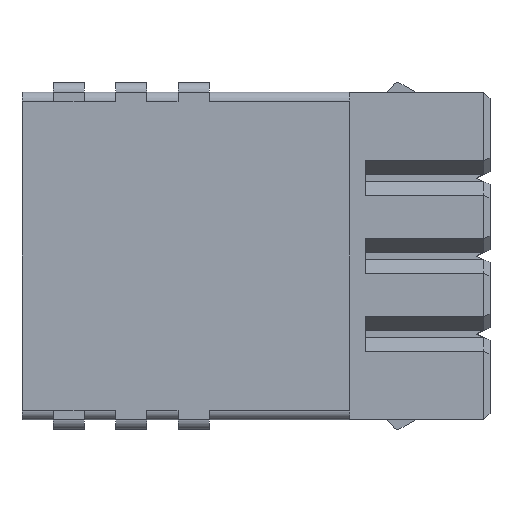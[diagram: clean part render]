
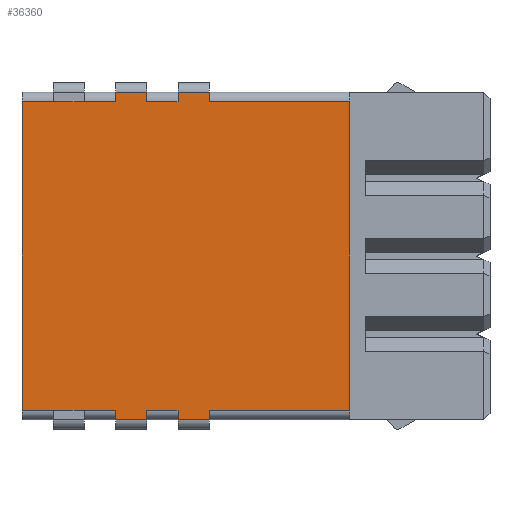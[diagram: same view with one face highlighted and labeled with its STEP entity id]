
A CAD part, front view. The second image highlights one B-rep face of the part: STEP entity #36360.
In plain terms, the highlighted planar face has unit normal (0, -1, 0).
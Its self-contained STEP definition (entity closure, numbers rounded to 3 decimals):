
#1000=CARTESIAN_POINT('',(-10.539,-17.222,8.05));
#1010=VERTEX_POINT('',#1000);
#1040=CARTESIAN_POINT('',(-10.539,-17.222,0.));
#1050=DIRECTION('',(0.,0.,1.));
#1060=VECTOR('',#1050,1.);
#1070=LINE('',#1040,#1060);
#1080=CARTESIAN_POINT('',(-10.539,-17.222,7.75));
#1090=VERTEX_POINT('',#1080);
#1100=EDGE_CURVE('',#1090,#1010,#1070,.T.);
#2700=CARTESIAN_POINT('',(-12.539,-17.222,7.75));
#2710=VERTEX_POINT('',#2700);
#4040=CARTESIAN_POINT('',(-11.539,-17.222,7.75));
#4050=VERTEX_POINT('',#4040);
#5230=CARTESIAN_POINT('',(0.,-17.222,7.75));
#5240=DIRECTION('',(-1.,0.,0.));
#5250=VECTOR('',#5240,1.);
#5260=LINE('',#5230,#5250);
#5270=CARTESIAN_POINT('',(-13.539,-17.222,7.75));
#5280=VERTEX_POINT('',#5270);
#5290=EDGE_CURVE('',#2710,#5280,#5260,.T.);
#5880=CARTESIAN_POINT('',(0.,-17.222,7.75));
#5890=DIRECTION('',(1.,0.,0.));
#5900=VECTOR('',#5890,1.);
#5910=LINE('',#5880,#5900);
#5920=EDGE_CURVE('',#2710,#4050,#5910,.T.);
#6330=EDGE_CURVE('',#4050,#1090,#5910,.T.);
#7550=CARTESIAN_POINT('',(-9.539,-17.222,8.05));
#7560=VERTEX_POINT('',#7550);
#7590=CARTESIAN_POINT('',(0.,-17.222,8.05));
#7600=DIRECTION('',(-1.,0.,0.));
#7610=VECTOR('',#7600,1.);
#7620=LINE('',#7590,#7610);
#7630=EDGE_CURVE('',#7560,#1010,#7620,.T.);
#8430=CARTESIAN_POINT('',(-8.539,-17.222,8.05));
#8440=VERTEX_POINT('',#8430);
#8470=CARTESIAN_POINT('',(-8.539,-17.222,0.));
#8480=DIRECTION('',(0.,0.,1.));
#8490=VECTOR('',#8480,1.);
#8500=LINE('',#8470,#8490);
#8510=CARTESIAN_POINT('',(-8.539,-17.222,7.75));
#8520=VERTEX_POINT('',#8510);
#8530=EDGE_CURVE('',#8520,#8440,#8500,.T.);
#11070=CARTESIAN_POINT('',(-7.539,-17.222,7.75));
#11080=VERTEX_POINT('',#11070);
#11110=CARTESIAN_POINT('',(-7.539,-17.222,0.));
#11120=DIRECTION('',(0.,0.,-1.));
#11130=VECTOR('',#11120,1.);
#11140=LINE('',#11110,#11130);
#11150=CARTESIAN_POINT('',(-7.539,-17.222,8.05));
#11160=VERTEX_POINT('',#11150);
#11170=EDGE_CURVE('',#11160,#11080,#11140,.T.);
#11520=CARTESIAN_POINT('',(0.,-17.222,8.05));
#11530=DIRECTION('',(-1.,0.,0.));
#11540=VECTOR('',#11530,1.);
#11550=LINE('',#11520,#11540);
#11560=EDGE_CURVE('',#11160,#8440,#11550,.T.);
#15070=CARTESIAN_POINT('',(-9.539,-17.222,7.75));
#15080=VERTEX_POINT('',#15070);
#15110=CARTESIAN_POINT('',(-9.539,-17.222,0.));
#15120=DIRECTION('',(0.,0.,-1.));
#15130=VECTOR('',#15120,1.);
#15140=LINE('',#15110,#15130);
#15150=EDGE_CURVE('',#7560,#15080,#15140,.T.);
#15380=CARTESIAN_POINT('',(0.,-17.222,7.75));
#15390=DIRECTION('',(1.,0.,0.));
#15400=VECTOR('',#15390,1.);
#15410=LINE('',#15380,#15400);
#15420=EDGE_CURVE('',#15080,#8520,#15410,.T.);
#25050=CARTESIAN_POINT('',(-13.539,-17.222,-2.15));
#25060=VERTEX_POINT('',#25050);
#25450=CARTESIAN_POINT('',(-13.539,-17.222,0.));
#25460=DIRECTION('',(0.,0.,1.));
#25470=VECTOR('',#25460,1.);
#25480=LINE('',#25450,#25470);
#25490=EDGE_CURVE('',#25060,#5280,#25480,.T.);
#28350=CARTESIAN_POINT('',(-3.039,-17.222,-2.15));
#28360=VERTEX_POINT('',#28350);
#28390=CARTESIAN_POINT('',(-3.039,-17.222,3.834));
#28400=DIRECTION('',(0.,0.,1.));
#28410=VECTOR('',#28400,1.);
#28420=LINE('',#28390,#28410);
#28430=CARTESIAN_POINT('',(-3.039,-17.222,7.75));
#28440=VERTEX_POINT('',#28430);
#28450=EDGE_CURVE('',#28360,#28440,#28420,.T.);
#32410=CARTESIAN_POINT('',(-3.539,-17.222,7.75));
#32420=DIRECTION('',(1.,0.,0.));
#32430=VECTOR('',#32420,1.);
#32440=LINE('',#32410,#32430);
#32450=EDGE_CURVE('',#11080,#28440,#32440,.T.);
#35380=CARTESIAN_POINT('',(-8.201,-17.222,5.496
));
#35390=DIRECTION('',(0.,-1.,0.));
#35400=DIRECTION('',(1.,0.,0.));
#35410=AXIS2_PLACEMENT_3D('',#35380,#35390,#35400);
#35420=PLANE('',#35410);
#35430=ORIENTED_EDGE('',*,*,#28450,.T.);
#35440=CARTESIAN_POINT('',(-3.539,-17.222,-2.15));
#35450=DIRECTION('',(1.,0.,0.));
#35460=VECTOR('',#35450,1.);
#35470=LINE('',#35440,#35460);
#35480=CARTESIAN_POINT('',(-7.539,-17.222,-2.15));
#35490=VERTEX_POINT('',#35480);
#35500=EDGE_CURVE('',#35490,#28360,#35470,.T.);
#35510=ORIENTED_EDGE('',*,*,#35500,.T.);
#35520=CARTESIAN_POINT('',(-7.539,-17.222,-2.5));
#35530=DIRECTION('',(0.,0.,-1.));
#35540=VECTOR('',#35530,1.);
#35550=LINE('',#35520,#35540);
#35560=CARTESIAN_POINT('',(-7.539,-17.222,-2.45));
#35570=VERTEX_POINT('',#35560);
#35580=EDGE_CURVE('',#35490,#35570,#35550,.T.);
#35590=ORIENTED_EDGE('',*,*,#35580,.F.);
#35600=CARTESIAN_POINT('',(0.,-17.222,-2.45));
#35610=DIRECTION('',(1.,0.,0.));
#35620=VECTOR('',#35610,1.);
#35630=LINE('',#35600,#35620);
#35640=CARTESIAN_POINT('',(-8.539,-17.222,-2.45));
#35650=VERTEX_POINT('',#35640);
#35660=EDGE_CURVE('',#35650,#35570,#35630,.T.);
#35670=ORIENTED_EDGE('',*,*,#35660,.T.);
#35680=CARTESIAN_POINT('',(-8.539,-17.222,-2.5));
#35690=DIRECTION('',(0.,0.,1.));
#35700=VECTOR('',#35690,1.);
#35710=LINE('',#35680,#35700);
#35720=CARTESIAN_POINT('',(-8.539,-17.222,-2.15));
#35730=VERTEX_POINT('',#35720);
#35740=EDGE_CURVE('',#35650,#35730,#35710,.T.);
#35750=ORIENTED_EDGE('',*,*,#35740,.F.);
#35760=CARTESIAN_POINT('',(0.,-17.222,-2.15));
#35770=DIRECTION('',(1.,0.,0.));
#35780=VECTOR('',#35770,1.);
#35790=LINE('',#35760,#35780);
#35800=CARTESIAN_POINT('',(-9.539,-17.222,-2.15));
#35810=VERTEX_POINT('',#35800);
#35820=EDGE_CURVE('',#35810,#35730,#35790,.T.);
#35830=ORIENTED_EDGE('',*,*,#35820,.T.);
#35840=CARTESIAN_POINT('',(-9.539,-17.222,-2.5));
#35850=DIRECTION('',(0.,0.,-1.));
#35860=VECTOR('',#35850,1.);
#35870=LINE('',#35840,#35860);
#35880=CARTESIAN_POINT('',(-9.539,-17.222,-2.45));
#35890=VERTEX_POINT('',#35880);
#35900=EDGE_CURVE('',#35810,#35890,#35870,.T.);
#35910=ORIENTED_EDGE('',*,*,#35900,.F.);
#35920=CARTESIAN_POINT('',(0.,-17.222,-2.45));
#35930=DIRECTION('',(1.,0.,0.));
#35940=VECTOR('',#35930,1.);
#35950=LINE('',#35920,#35940);
#35960=CARTESIAN_POINT('',(-10.539,-17.222,-2.45));
#35970=VERTEX_POINT('',#35960);
#35980=EDGE_CURVE('',#35970,#35890,#35950,.T.);
#35990=ORIENTED_EDGE('',*,*,#35980,.T.);
#36000=CARTESIAN_POINT('',(-10.539,-17.222,-2.5));
#36010=DIRECTION('',(0.,0.,1.));
#36020=VECTOR('',#36010,1.);
#36030=LINE('',#36000,#36020);
#36040=CARTESIAN_POINT('',(-10.539,-17.222,-2.15));
#36050=VERTEX_POINT('',#36040);
#36060=EDGE_CURVE('',#35970,#36050,#36030,.T.);
#36070=ORIENTED_EDGE('',*,*,#36060,.F.);
#36080=CARTESIAN_POINT('',(-11.539,-17.222,-2.15));
#36090=VERTEX_POINT('',#36080);
#36100=EDGE_CURVE('',#36090,#36050,#35790,.T.);
#36110=ORIENTED_EDGE('',*,*,#36100,.T.);
#36120=CARTESIAN_POINT('',(-12.539,-17.222,-2.15));
#36130=VERTEX_POINT('',#36120);
#36140=EDGE_CURVE('',#36130,#36090,#35790,.T.);
#36150=ORIENTED_EDGE('',*,*,#36140,.T.);
#36160=CARTESIAN_POINT('',(0.,-17.222,-2.15));
#36170=DIRECTION('',(1.,0.,0.));
#36180=VECTOR('',#36170,1.);
#36190=LINE('',#36160,#36180);
#36200=EDGE_CURVE('',#25060,#36130,#36190,.T.);
#36210=ORIENTED_EDGE('',*,*,#36200,.T.);
#36220=ORIENTED_EDGE('',*,*,#25490,.F.);
#36230=ORIENTED_EDGE('',*,*,#5290,.T.);
#36240=ORIENTED_EDGE('',*,*,#5920,.F.);
#36250=ORIENTED_EDGE('',*,*,#6330,.F.);
#36260=ORIENTED_EDGE('',*,*,#1100,.F.);
#36270=ORIENTED_EDGE('',*,*,#7630,.T.);
#36280=ORIENTED_EDGE('',*,*,#15150,.F.);
#36290=ORIENTED_EDGE('',*,*,#15420,.F.);
#36300=ORIENTED_EDGE('',*,*,#8530,.F.);
#36310=ORIENTED_EDGE('',*,*,#11560,.T.);
#36320=ORIENTED_EDGE('',*,*,#11170,.F.);
#36330=ORIENTED_EDGE('',*,*,#32450,.F.);
#36340=EDGE_LOOP('',(#36330,#36320,#36310,#36300,#36290,#36280,#36270,
#36260,#36250,#36240,#36230,#36220,#36210,#36150,#36110,#36070,#35990,
#35910,#35830,#35750,#35670,#35590,#35510,#35430));
#36350=FACE_OUTER_BOUND('',#36340,.T.);
#36360=ADVANCED_FACE('',(#36350),#35420,.T.);
